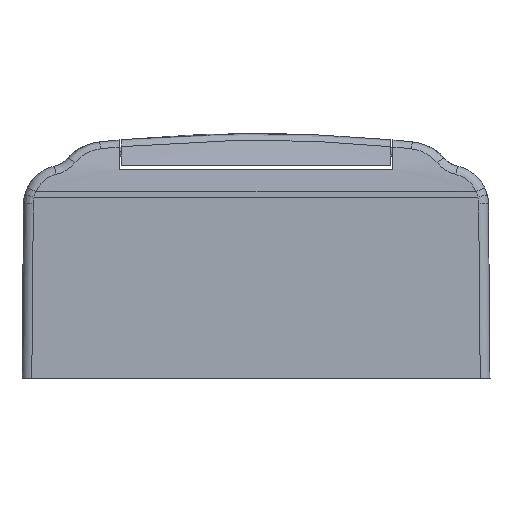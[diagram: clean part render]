
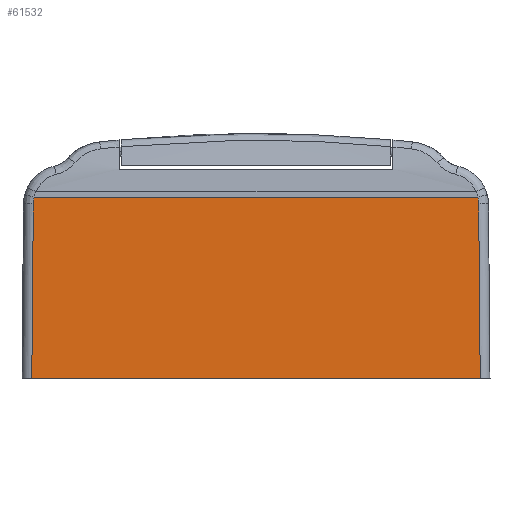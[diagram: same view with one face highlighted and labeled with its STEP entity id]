
A CAD part, left-side view. The second image highlights one B-rep face of the part: STEP entity #61532.
In plain terms, the highlighted planar face has unit normal (-1, 0, 0.009).
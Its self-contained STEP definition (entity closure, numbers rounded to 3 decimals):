
#620 = CARTESIAN_POINT ( 'NONE',  ( -145., 0., 60. ) ) ;
#10095 = FACE_OUTER_BOUND ( 'NONE', #129232, .T. ) ;
#10914 = DIRECTION ( 'NONE',  ( 0.009, 0., 1. ) ) ;
#12068 = VECTOR ( 'NONE', #89668, 1000. ) ;
#15301 = VERTEX_POINT ( 'NONE', #69944 ) ;
#16413 = LINE ( 'NONE', #45407, #120542 ) ;
#20124 = PLANE ( 'NONE',  #108310 ) ;
#20267 = ORIENTED_EDGE ( 'NONE', *, *, #43650, .T. ) ;
#22768 = CARTESIAN_POINT ( 'NONE',  ( -144.902, -90.902, 71.236 ) ) ;
#23960 = ORIENTED_EDGE ( 'NONE', *, *, #77474, .F. ) ;
#26406 = CARTESIAN_POINT ( 'NONE',  ( -144.877, 90.538, 74.056 ) ) ;
#28820 = CARTESIAN_POINT ( 'NONE',  ( -145.524, -91.524, 0. ) ) ;
#29453 = CARTESIAN_POINT ( 'NONE',  ( -145.524, 91.524, 0. ) ) ;
#31333 = CARTESIAN_POINT ( 'NONE',  ( -144.885, -90.772, 73.131 ) ) ;
#31746 = CARTESIAN_POINT ( 'NONE',  ( -144.902, -90.902, 71.236 ) ) ;
#32026 = CARTESIAN_POINT ( 'NONE',  ( -144.894, -90.894, 72.191 ) ) ;
#34982 = ORIENTED_EDGE ( 'NONE', *, *, #76716, .T. ) ;
#37115 = LINE ( 'NONE', #109886, #90712 ) ;
#43650 = EDGE_CURVE ( 'NONE', #113079, #129353, #16413, .T. ) ;
#43841 = EDGE_CURVE ( 'NONE', #76442, #96772, #81644, .T. ) ;
#45113 = DIRECTION ( 'NONE',  ( 0., -1., 0. ) ) ;
#45407 = CARTESIAN_POINT ( 'NONE',  ( -145.524, -95., 0. ) ) ;
#47000 = VERTEX_POINT ( 'NONE', #124424 ) ;
#50407 = EDGE_CURVE ( 'NONE', #113079, #47000, #37115, .T. ) ;
#51599 = CARTESIAN_POINT ( 'NONE',  ( -145.524, -91.524, 0. ) ) ;
#54069 = CARTESIAN_POINT ( 'NONE',  ( -144.877, -90.538, 74.056 ) ) ;
#56087 = CARTESIAN_POINT ( 'NONE',  ( -144.877, -90.538, 74.056 ) ) ;
#56248 = ORIENTED_EDGE ( 'NONE', *, *, #43841, .T. ) ;
#61532 = ADVANCED_FACE ( 'NONE', ( #10095 ), #20124, .T. ) ;
#62579 = LINE ( 'NONE', #28820, #12068 ) ;
#66565 = CARTESIAN_POINT ( 'NONE',  ( -144.894, 90.894, 72.186 ) ) ;
#67266 = VECTOR ( 'NONE', #68298, 1000. ) ;
#68298 = DIRECTION ( 'NONE',  ( 0., 1., 0. ) ) ;
#69944 = CARTESIAN_POINT ( 'NONE',  ( -144.877, 90.538, 74.056 ) ) ;
#70435 = LINE ( 'NONE', #118522, #67266 ) ;
#71314 = DIRECTION ( 'NONE',  ( -1., 0., 0.009 ) ) ;
#72554 = ORIENTED_EDGE ( 'NONE', *, *, #50407, .F. ) ;
#75839 = CARTESIAN_POINT ( 'NONE',  ( -144.902, 90.902, 71.236 ) ) ;
#76442 = VERTEX_POINT ( 'NONE', #22768 ) ;
#76716 = EDGE_CURVE ( 'NONE', #129353, #76442, #62579, .T. ) ;
#77474 = EDGE_CURVE ( 'NONE', #47000, #15301, #114579, .T. ) ;
#80390 = ORIENTED_EDGE ( 'NONE', *, *, #113911, .T. ) ;
#81644 = B_SPLINE_CURVE_WITH_KNOTS ( 'NONE', 3,
 ( #31746, #32026, #31333, #56087 ),
 .UNSPECIFIED., .F., .F.,
 ( 4, 4 ),
 ( 0., 1. ),
 .UNSPECIFIED. ) ;
#86796 = CARTESIAN_POINT ( 'NONE',  ( -144.885, 90.771, 73.135 ) ) ;
#89668 = DIRECTION ( 'NONE',  ( 0.009, 0.009, 1. ) ) ;
#90712 = VECTOR ( 'NONE', #111778, 1000. ) ;
#96772 = VERTEX_POINT ( 'NONE', #54069 ) ;
#108310 = AXIS2_PLACEMENT_3D ( 'NONE', #620, #71314, #10914 ) ;
#109886 = CARTESIAN_POINT ( 'NONE',  ( -144.993, 90.993, 60.794 ) ) ;
#111778 = DIRECTION ( 'NONE',  ( 0.009, -0.009, 1. ) ) ;
#113079 = VERTEX_POINT ( 'NONE', #29453 ) ;
#113911 = EDGE_CURVE ( 'NONE', #96772, #15301, #70435, .T. ) ;
#114579 = B_SPLINE_CURVE_WITH_KNOTS ( 'NONE', 3,
 ( #75839, #66565, #86796, #26406 ),
 .UNSPECIFIED., .F., .F.,
 ( 4, 4 ),
 ( 0., 1. ),
 .UNSPECIFIED. ) ;
#118522 = CARTESIAN_POINT ( 'NONE',  ( -144.877, 0., 74.056 ) ) ;
#120542 = VECTOR ( 'NONE', #45113, 1000. ) ;
#124424 = CARTESIAN_POINT ( 'NONE',  ( -144.902, 90.902, 71.236 ) ) ;
#129232 = EDGE_LOOP ( 'NONE', ( #56248, #80390, #23960, #72554, #20267, #34982 ) ) ;
#129353 = VERTEX_POINT ( 'NONE', #51599 ) ;
